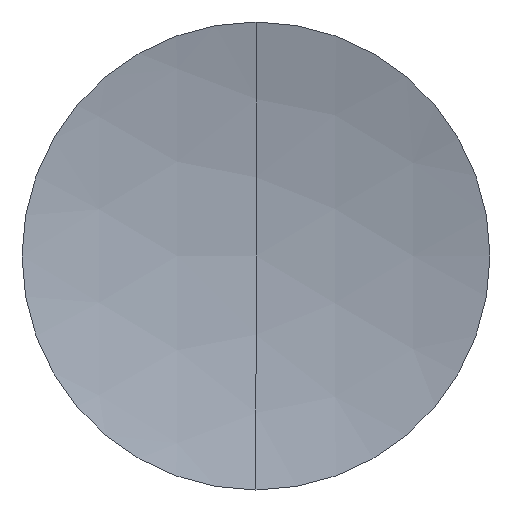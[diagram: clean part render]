
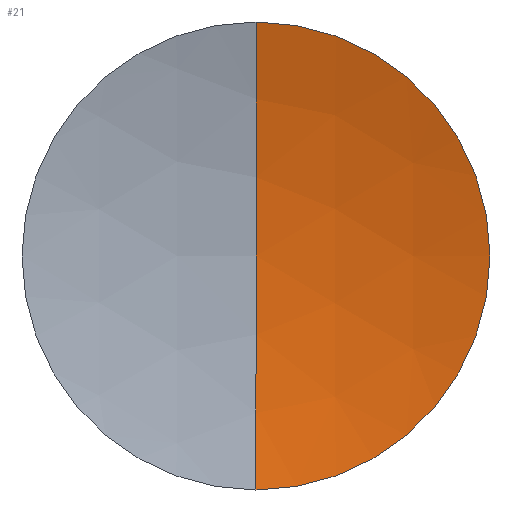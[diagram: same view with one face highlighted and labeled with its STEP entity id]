
A CAD part, left-side view. The second image highlights one B-rep face of the part: STEP entity #21.
In plain terms, the highlighted spherical face has radius 48.8 mm.
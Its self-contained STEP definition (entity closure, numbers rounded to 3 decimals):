
#10 = CARTESIAN_POINT ( 'NONE',  ( 142.789, 0., 0. ) ) ;
#21 = ADVANCED_FACE ( 'NONE', ( #291 ), #302, .F. ) ;
#37 = VERTEX_POINT ( 'NONE', #82 ) ;
#46 = AXIS2_PLACEMENT_3D ( 'NONE', #181, #229, #210 ) ;
#50 = CARTESIAN_POINT ( 'NONE',  ( 93.989, 0., 0. ) ) ;
#54 = VERTEX_POINT ( 'NONE', #10 ) ;
#71 = EDGE_LOOP ( 'NONE', ( #322, #179, #234 ) ) ;
#73 = CARTESIAN_POINT ( 'NONE',  ( 141.107, 0., 12.7 ) ) ;
#82 = CARTESIAN_POINT ( 'NONE',  ( 141.107, 0., -12.7 ) ) ;
#93 = DIRECTION ( 'NONE',  ( 0., 1., 0. ) ) ;
#100 = AXIS2_PLACEMENT_3D ( 'NONE', #50, #188, #150 ) ;
#101 = DIRECTION ( 'NONE',  ( 0., 0., 1. ) ) ;
#150 = DIRECTION ( 'NONE',  ( 0., 0., -1. ) ) ;
#154 = EDGE_CURVE ( 'NONE', #54, #37, #222, .T. ) ;
#163 = CIRCLE ( 'NONE', #100, 48.8 ) ;
#165 = CARTESIAN_POINT ( 'NONE',  ( 93.989, 0., 0. ) ) ;
#172 = AXIS2_PLACEMENT_3D ( 'NONE', #165, #93, #101 ) ;
#179 = ORIENTED_EDGE ( 'NONE', *, *, #154, .T. ) ;
#181 = CARTESIAN_POINT ( 'NONE',  ( 93.989, 0., 0. ) ) ;
#188 = DIRECTION ( 'NONE',  ( 0., -1., 0. ) ) ;
#195 = CIRCLE ( 'NONE', #200, 12.7 ) ;
#200 = AXIS2_PLACEMENT_3D ( 'NONE', #287, #201, #238 ) ;
#201 = DIRECTION ( 'NONE',  ( -1., 0., 0. ) ) ;
#208 = EDGE_CURVE ( 'NONE', #54, #245, #163, .T. ) ;
#210 = DIRECTION ( 'NONE',  ( 0., 0., 1. ) ) ;
#222 = CIRCLE ( 'NONE', #172, 48.8 ) ;
#229 = DIRECTION ( 'NONE',  ( 0., 1., 0. ) ) ;
#234 = ORIENTED_EDGE ( 'NONE', *, *, #311, .T. ) ;
#238 = DIRECTION ( 'NONE',  ( 0., 0., 1. ) ) ;
#245 = VERTEX_POINT ( 'NONE', #73 ) ;
#287 = CARTESIAN_POINT ( 'NONE',  ( 141.107, 0., 0. ) ) ;
#291 = FACE_OUTER_BOUND ( 'NONE', #71, .T. ) ;
#302 = SPHERICAL_SURFACE ( 'NONE', #46, 48.8 ) ;
#311 = EDGE_CURVE ( 'NONE', #37, #245, #195, .T. ) ;
#322 = ORIENTED_EDGE ( 'NONE', *, *, #208, .F. ) ;
